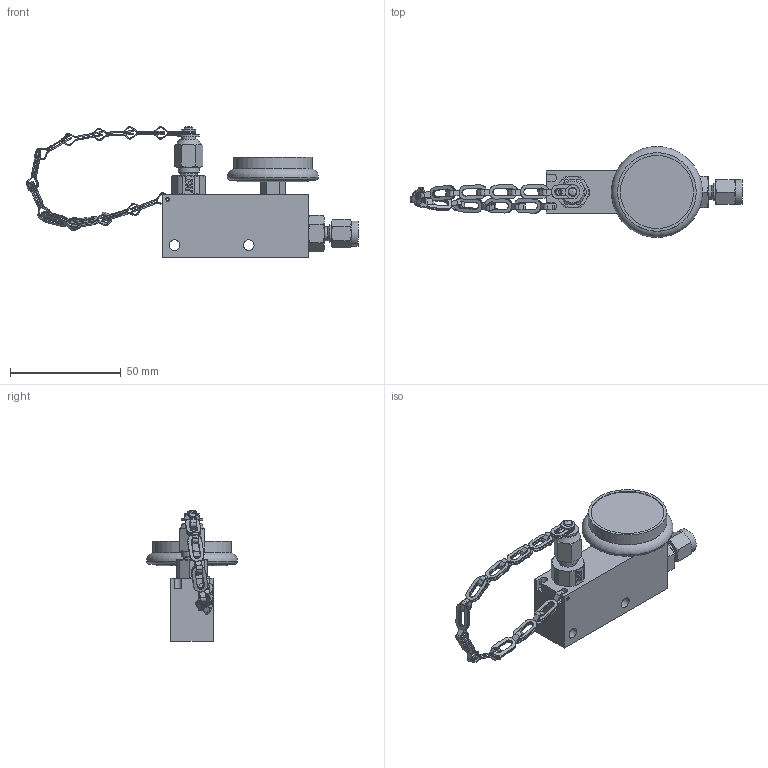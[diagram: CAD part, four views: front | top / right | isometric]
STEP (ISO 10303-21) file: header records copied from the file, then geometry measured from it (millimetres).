
FILE_DESCRIPTION(('STEP AP214'),'1');
FILE_NAME('00BLT-1020-00_H0 (MH Deluxe Refill Station) _Customer Model_.stp','2024-03-28T20:41:15',(' '),(' '),'Spatial InterOp 3D',' ',' ');
FILE_SCHEMA(('AUTOMOTIVE_DESIGN { 1 0 10303 214 1 1 1 1 }'));
Length unit declared in the file: inch
Products named in the file (28): 00BLT-1020-00$H0 (MH Deluxe Refill Station) [Customer Model]; 00MAN-0028-20$A3 (Manifold, Fill-Station, SAE-4, Serialized); 00HDW-0108-00 (SAE-4M x 1/8 OD Tube Compression, Brass) [Swagelock B-200-1-4ST]; 09001-3904-70 (O-RIng, EPDM, 3-904 (SAE-4), E70); [Alt] 09001-3904-80 (O-Ring, EPDM, 3-904 (SAE-4), E80); 0CV02-0257-00$E2 (Check-Valve Body, Poppet Style, AN800 (3/8-24, 37.5°) x SAE-4M, SS) [Kernal]; 0CP01-0100-01$-0 (Cap & Chain Assembly, AN800-3); #1376; 09030-0102-32 (Shim, Flat-washer type, Ø.094id x Ø.250od x .032h, Brass); 2/0 Brass Safety Chain [Path 1 - Default]; Link; 09300-0001-00 (2/0 Brass Safety Chain); 09030-0103-32 (Shim, Flat-washer type, Ø.094id x Ø.380od x .032h, Brass); 00VEN-0042-00 (AN-805-3 Nut); 0CP01-0201-00$-x (Plug, AN Cone (Dust Cap)); 09040-0003-00 (Spring Pin, Ø1/16" x 3/8") [McMaster 92373A107]; 00CPG-1010-00 (MH-300 Medium Pressure Gauge) [Mija 1-01069] [Kernal] [02]
Assembly tree (27 placements, depth 5):
  00BLT-1020-00$H0 (MH Deluxe Refill Station) [Customer Model]
    00MAN-0028-20$A3 (Manifold, Fill-Station, SAE-4, Serialized)
    00HDW-0108-00 (SAE-4M x 1/8 OD Tube Compression, Brass) [Swagelock B-200-1-4ST]
    09001-3904-70 (O-RIng, EPDM, 3-904 (SAE-4), E70)
    [Alt] 09001-3904-80 (O-Ring, EPDM, 3-904 (SAE-4), E80)
    0CV02-0257-00$E2 (Check-Valve Body, Poppet Style, AN800 (3/8-24, 37.5°) x SAE-4M, SS) [Kernal]
    0CP01-0100-01$-0 (Cap & Chain Assembly, AN800-3)
      #1376
      09030-0102-32 (Shim, Flat-washer type, Ø.094id x Ø.250od x .032h, Brass)
      09300-0001-00 (2/0 Brass Safety Chain)
        2/0 Brass Safety Chain [Path 1 - Default]
          Link
          Link
          Link
          Link
          Link
          Link
          Link
          Link
          Link
          Link
          Link
          Link
      09030-0103-32 (Shim, Flat-washer type, Ø.094id x Ø.380od x .032h, Brass)
      00VEN-0042-00 (AN-805-3 Nut)
      0CP01-0201-00$-x (Plug, AN Cone (Dust Cap))
    09040-0003-00 (Spring Pin, Ø1/16" x 3/8") [McMaster 92373A107]
    00CPG-1010-00 (MH-300 Medium Pressure Gauge) [Mija 1-01069] [Kernal] [02]
Bounding box: 149.99 x 41.15 x 59.15 mm (x, y, z)
Volume: 47892.7 mm3; surface area: 26663.5 mm2
Topology: 26 solids, 26 shells, 913 faces, 2409 edges, 1574 vertices
Faces by surface type: plane 539, cylinder 266, cone 84, torus 22, sphere 1, bspline 1
Full cylindrical faces by diameter (mm): 0.508 x1, 1.191 x1, 1.575 x1, 1.587 x3, 2.184 x2, 2.286 x1, 2.388 x2, 3.175 x1, 3.454 x1, 4.039 x2, 4.166 x1, 4.826 x2, 4.851 x2, 6.223 x1, 6.259 x1, 6.35 x3, 6.528 x1, 6.807 x1, 7.696 x1, 7.747 x2, 7.925 x1, 7.938 x1, 8.611 x1, 9.144 x2, 9.246 x1, 9.525 x3, 9.652 x1, 9.922 x2, 11.112 x4, 11.176 x1
Entity records: 35388 total; most frequent: CARTESIAN_POINT 5070, DIRECTION 4744, ORIENTED_EDGE 4510, EDGE_CURVE 2255, AXIS2_PLACEMENT_3D 1646, VERTEX_POINT 1536, LINE 1452, VECTOR 1452
